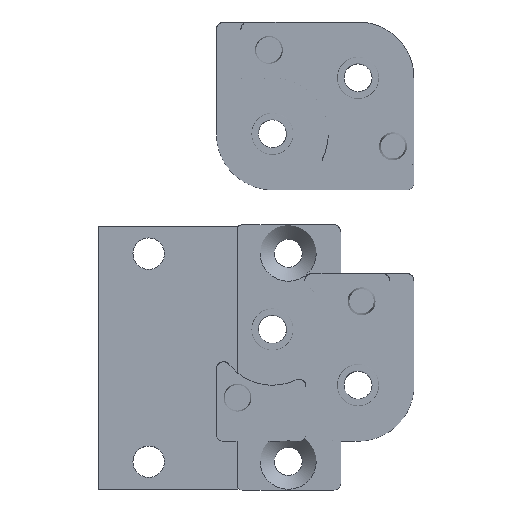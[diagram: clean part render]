
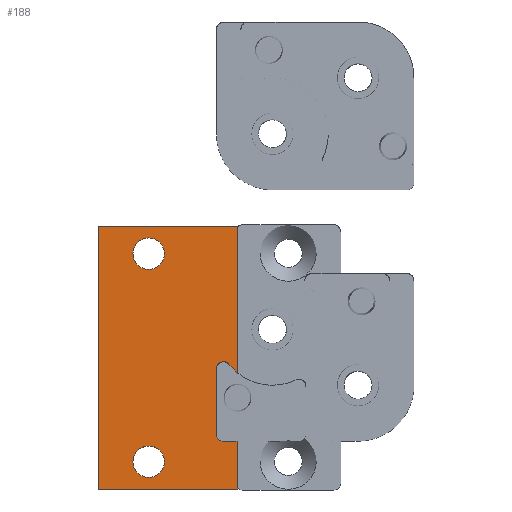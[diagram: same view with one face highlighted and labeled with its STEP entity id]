
A CAD part, top view. The second image highlights one B-rep face of the part: STEP entity #188.
In plain terms, the highlighted planar face has unit normal (0, 0, 1).
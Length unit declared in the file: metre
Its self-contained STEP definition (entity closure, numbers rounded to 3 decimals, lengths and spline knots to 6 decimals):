
#14=B_SPLINE_CURVE_WITH_KNOTS('',3,(#406,#407,#408,#409),.UNSPECIFIED.,
 .F.,.F.,(4,4),(0.,1.),.UNSPECIFIED.);
#15=B_SPLINE_CURVE_WITH_KNOTS('',3,(#411,#412,#413,#414),.UNSPECIFIED.,
 .F.,.F.,(4,4),(0.004478,0.004745),.UNSPECIFIED.);
#16=B_SPLINE_CURVE_WITH_KNOTS('',3,(#416,#417,#418,#419,#420,#421,#422,
#423,#424,#425,#426,#427,#428,#429,#430,#431,#432),.UNSPECIFIED.,.F.,.F.,
(4,1,1,1,1,1,1,1,1,1,1,1,1,1,4),(0.,0.000792,0.001585,
0.001981,0.002377,0.00317,0.003566,
0.003962,0.004754,0.005547,0.006339,
0.007924,0.009509,0.011094,0.012678),
 .UNSPECIFIED.);
#17=B_SPLINE_CURVE_WITH_KNOTS('',3,(#434,#435,#436,#437,#438,#439,#440,
#441,#442,#443,#444),.UNSPECIFIED.,.F.,.F.,(4,1,1,1,1,1,1,1,4),(0.,0.000528,
0.001056,0.001584,0.002113,0.002641,
0.003169,0.003697,0.004225),
 .UNSPECIFIED.);
#18=B_SPLINE_CURVE_WITH_KNOTS('',3,(#446,#447,#448,#449),.UNSPECIFIED.,
 .F.,.F.,(4,4),(0.,1.),.UNSPECIFIED.);
#20=LINE('',#351,#34);
#25=LINE('',#362,#39);
#26=LINE('',#364,#40);
#30=LINE('',#371,#44);
#31=LINE('',#373,#45);
#34=VECTOR('',#289,1.);
#39=VECTOR('',#296,1.);
#40=VECTOR('',#299,1.);
#44=VECTOR('',#305,1.);
#45=VECTOR('',#308,1.);
#53=PLANE('',#269);
#86=ORIENTED_EDGE('',*,*,#98,.T.);
#87=ORIENTED_EDGE('',*,*,#100,.T.);
#88=ORIENTED_EDGE('',*,*,#104,.F.);
#89=ORIENTED_EDGE('',*,*,#119,.T.);
#90=ORIENTED_EDGE('',*,*,#120,.T.);
#91=ORIENTED_EDGE('',*,*,#121,.T.);
#92=ORIENTED_EDGE('',*,*,#122,.T.);
#93=ORIENTED_EDGE('',*,*,#123,.T.);
#94=ORIENTED_EDGE('',*,*,#115,.F.);
#95=ORIENTED_EDGE('',*,*,#114,.F.);
#96=ORIENTED_EDGE('',*,*,#109,.T.);
#97=ORIENTED_EDGE('',*,*,#110,.T.);
#98=EDGE_CURVE('',#124,#124,#144,.F.);
#100=EDGE_CURVE('',#126,#126,#146,.F.);
#104=EDGE_CURVE('',#130,#131,#20,.T.);
#109=EDGE_CURVE('',#132,#135,#25,.T.);
#110=EDGE_CURVE('',#135,#131,#26,.T.);
#114=EDGE_CURVE('',#132,#136,#30,.T.);
#115=EDGE_CURVE('',#136,#138,#31,.T.);
#119=EDGE_CURVE('',#130,#140,#14,.T.);
#120=EDGE_CURVE('',#140,#141,#15,.T.);
#121=EDGE_CURVE('',#141,#142,#16,.T.);
#122=EDGE_CURVE('',#142,#143,#17,.T.);
#123=EDGE_CURVE('',#143,#138,#18,.T.);
#124=VERTEX_POINT('',#318);
#126=VERTEX_POINT('',#323);
#130=VERTEX_POINT('',#350);
#131=VERTEX_POINT('',#352);
#132=VERTEX_POINT('',#356);
#135=VERTEX_POINT('',#361);
#136=VERTEX_POINT('',#368);
#138=VERTEX_POINT('',#374);
#140=VERTEX_POINT('',#410);
#141=VERTEX_POINT('',#415);
#142=VERTEX_POINT('',#433);
#143=VERTEX_POINT('',#445);
#144=CIRCLE('',#258,0.00225);
#146=CIRCLE('',#261,0.00225);
#160=EDGE_LOOP('',(#86));
#161=EDGE_LOOP('',(#87));
#162=EDGE_LOOP('',(#88,#89,#90,#91,#92,#93,#94,#95,#96,#97));
#175=FACE_BOUND('',#160,.T.);
#176=FACE_BOUND('',#161,.T.);
#177=FACE_BOUND('',#162,.T.);
#188=ADVANCED_FACE('',(#175,#176,#177),#53,.T.);
#258=AXIS2_PLACEMENT_3D('',#317,#276,#277);
#261=AXIS2_PLACEMENT_3D('',#322,#282,#283);
#269=AXIS2_PLACEMENT_3D('',#405,#312,#313);
#276=DIRECTION('',(0.,0.,1.));
#277=DIRECTION('',(1.,0.,0.));
#282=DIRECTION('',(0.,0.,1.));
#283=DIRECTION('',(1.,0.,0.));
#289=DIRECTION('',(0.,-1.,0.));
#296=DIRECTION('',(0.,-1.,0.));
#299=DIRECTION('',(1.,0.,0.));
#305=DIRECTION('',(1.,0.,0.));
#308=DIRECTION('',(0.,-1.,0.));
#312=DIRECTION('',(0.,0.,1.));
#313=DIRECTION('',(1.,0.,0.));
#317=CARTESIAN_POINT('',(0.08365,0.107845,0.004));
#318=CARTESIAN_POINT('',(0.0859,0.107845,0.004));
#322=CARTESIAN_POINT('',(0.08365,0.078045,0.004));
#323=CARTESIAN_POINT('',(0.0859,0.078045,0.004));
#350=CARTESIAN_POINT('',(0.0964,0.074321,0.004));
#351=CARTESIAN_POINT('',(0.0964,0.092876,0.004));
#352=CARTESIAN_POINT('',(0.0964,0.074045,0.004));
#356=CARTESIAN_POINT('',(0.0764,0.111708,0.004));
#361=CARTESIAN_POINT('',(0.0764,0.074045,0.004));
#362=CARTESIAN_POINT('',(0.0764,0.092876,0.004));
#364=CARTESIAN_POINT('',(0.0764,0.074045,0.004));
#368=CARTESIAN_POINT('',(0.0964,0.111708,0.004));
#371=CARTESIAN_POINT('',(0.0764,0.111708,0.004));
#373=CARTESIAN_POINT('',(0.0964,0.092876,0.004));
#374=CARTESIAN_POINT('',(0.0964,0.111679,0.004));
#405=CARTESIAN_POINT('',(0.0764,0.092876,0.004));
#406=CARTESIAN_POINT('',(0.0964,0.074321,0.004));
#407=CARTESIAN_POINT('',(0.0964,0.076547,0.004));
#408=CARTESIAN_POINT('',(0.0964,0.078774,0.004));
#409=CARTESIAN_POINT('',(0.0964,0.081,0.004));
#410=CARTESIAN_POINT('',(0.0964,0.081,0.004));
#411=CARTESIAN_POINT('',(0.0964,0.081,0.004));
#412=CARTESIAN_POINT('',(0.096311,0.081,0.004));
#413=CARTESIAN_POINT('',(0.096222,0.081,0.004));
#414=CARTESIAN_POINT('',(0.096132,0.081,0.004));
#415=CARTESIAN_POINT('',(0.096132,0.081,0.004));
#416=CARTESIAN_POINT('',(0.096132,0.081,0.004));
#417=CARTESIAN_POINT('',(0.095868,0.081,0.004));
#418=CARTESIAN_POINT('',(0.09534,0.080999,0.004));
#419=CARTESIAN_POINT('',(0.094681,0.081002,0.004));
#420=CARTESIAN_POINT('',(0.094149,0.080996,0.004));
#421=CARTESIAN_POINT('',(0.093653,0.081214,0.004));
#422=CARTESIAN_POINT('',(0.093349,0.081697,0.004));
#423=CARTESIAN_POINT('',(0.093371,0.082231,0.004));
#424=CARTESIAN_POINT('',(0.093366,0.082758,0.004));
#425=CARTESIAN_POINT('',(0.093368,0.083419,0.004));
#426=CARTESIAN_POINT('',(0.093367,0.084211,0.004));
#427=CARTESIAN_POINT('',(0.093368,0.085268,0.004));
#428=CARTESIAN_POINT('',(0.093367,0.086589,0.004));
#429=CARTESIAN_POINT('',(0.093368,0.088174,0.004));
#430=CARTESIAN_POINT('',(0.093367,0.089758,0.004));
#431=CARTESIAN_POINT('',(0.093368,0.090815,0.004));
#432=CARTESIAN_POINT('',(0.093368,0.091343,0.004));
#433=CARTESIAN_POINT('',(0.093368,0.091343,0.004));
#434=CARTESIAN_POINT('',(0.093368,0.091343,0.004));
#435=CARTESIAN_POINT('',(0.093375,0.091519,0.004));
#436=CARTESIAN_POINT('',(0.09346,0.091871,0.004));
#437=CARTESIAN_POINT('',(0.093854,0.092255,0.004));
#438=CARTESIAN_POINT('',(0.09438,0.092389,0.004));
#439=CARTESIAN_POINT('',(0.094914,0.092243,0.004));
#440=CARTESIAN_POINT('',(0.095265,0.091835,0.004));
#441=CARTESIAN_POINT('',(0.095609,0.091438,0.004));
#442=CARTESIAN_POINT('',(0.095991,0.091071,0.004));
#443=CARTESIAN_POINT('',(0.096264,0.090848,0.004));
#444=CARTESIAN_POINT('',(0.0964,0.090737,0.004));
#445=CARTESIAN_POINT('',(0.0964,0.090737,0.004));
#446=CARTESIAN_POINT('',(0.0964,0.090737,0.004));
#447=CARTESIAN_POINT('',(0.0964,0.097718,0.004));
#448=CARTESIAN_POINT('',(0.0964,0.104699,0.004));
#449=CARTESIAN_POINT('',(0.0964,0.111679,0.004));
